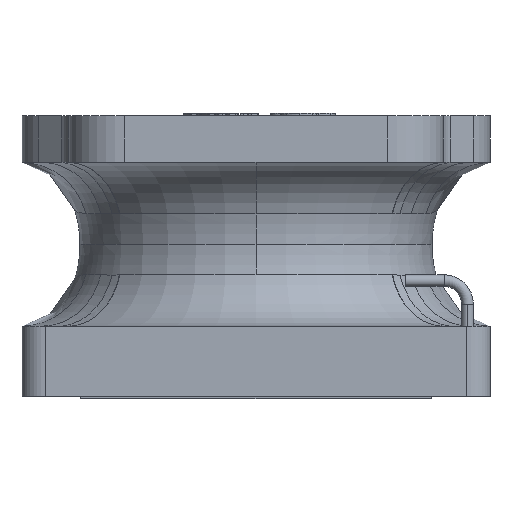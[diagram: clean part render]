
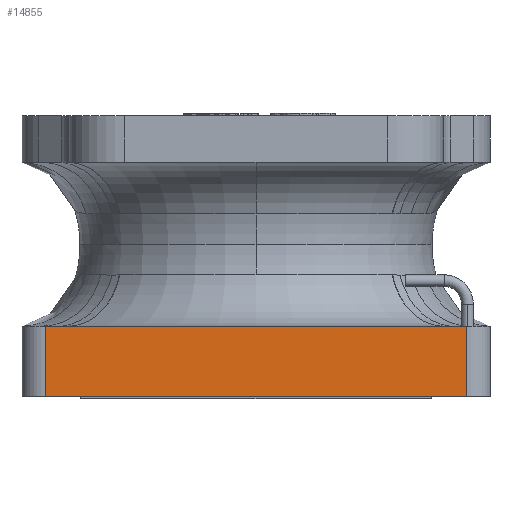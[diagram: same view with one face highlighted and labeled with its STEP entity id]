
A CAD part, left-side view. The second image highlights one B-rep face of the part: STEP entity #14855.
In plain terms, the highlighted planar face has unit normal (-1, 0, 0).
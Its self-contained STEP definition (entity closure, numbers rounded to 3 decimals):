
#417 = LINE ( 'NONE', #12463, #5073 ) ;
#1044 = DIRECTION ( 'NONE',  ( 0., -1., 0. ) ) ;
#1132 = PLANE ( 'NONE',  #12081 ) ;
#1377 = EDGE_LOOP ( 'NONE', ( #9080, #10061, #2223, #13942 ) ) ;
#2223 = ORIENTED_EDGE ( 'NONE', *, *, #9774, .T. ) ;
#2929 = LINE ( 'NONE', #18754, #8414 ) ;
#3739 = EDGE_CURVE ( 'NONE', #11866, #14455, #2929, .T. ) ;
#5073 = VECTOR ( 'NONE', #17622, 1000. ) ;
#7893 = FACE_OUTER_BOUND ( 'NONE', #1377, .T. ) ;
#8287 = VECTOR ( 'NONE', #1044, 1000. ) ;
#8377 = VECTOR ( 'NONE', #21612, 1000. ) ;
#8414 = VECTOR ( 'NONE', #15253, 1000. ) ;
#9080 = ORIENTED_EDGE ( 'NONE', *, *, #20459, .F. ) ;
#9514 = LINE ( 'NONE', #16338, #8287 ) ;
#9540 = VERTEX_POINT ( 'NONE', #15016 ) ;
#9774 = EDGE_CURVE ( 'NONE', #14455, #12199, #9514, .T. ) ;
#10061 = ORIENTED_EDGE ( 'NONE', *, *, #3739, .T. ) ;
#11866 = VERTEX_POINT ( 'NONE', #15238 ) ;
#12081 = AXIS2_PLACEMENT_3D ( 'NONE', #16769, #14965, #13290 ) ;
#12199 = VERTEX_POINT ( 'NONE', #18028 ) ;
#12460 = CARTESIAN_POINT ( 'NONE',  ( -1.25, 0.9, 0. ) ) ;
#12463 = CARTESIAN_POINT ( 'NONE',  ( -1.25, 0.9, 0.3 ) ) ;
#13290 = DIRECTION ( 'NONE',  ( 0., 0., -1. ) ) ;
#13942 = ORIENTED_EDGE ( 'NONE', *, *, #21103, .F. ) ;
#14455 = VERTEX_POINT ( 'NONE', #12460 ) ;
#14855 = ADVANCED_FACE ( 'NONE', ( #7893 ), #1132, .F. ) ;
#14965 = DIRECTION ( 'NONE',  ( 1., 0., 0. ) ) ;
#15016 = CARTESIAN_POINT ( 'NONE',  ( -1.25, -0.9, 0.3 ) ) ;
#15238 = CARTESIAN_POINT ( 'NONE',  ( -1.25, 0.9, 0.3 ) ) ;
#15253 = DIRECTION ( 'NONE',  ( 0., 0., -1. ) ) ;
#16338 = CARTESIAN_POINT ( 'NONE',  ( -1.25, 0.9, 0. ) ) ;
#16671 = CARTESIAN_POINT ( 'NONE',  ( -1.25, -0.9, 0.3 ) ) ;
#16769 = CARTESIAN_POINT ( 'NONE',  ( -1.25, 0.9, 0.3 ) ) ;
#17622 = DIRECTION ( 'NONE',  ( 0., -1., 0. ) ) ;
#17920 = LINE ( 'NONE', #16671, #8377 ) ;
#18028 = CARTESIAN_POINT ( 'NONE',  ( -1.25, -0.9, 0. ) ) ;
#18754 = CARTESIAN_POINT ( 'NONE',  ( -1.25, 0.9, 0.3 ) ) ;
#20459 = EDGE_CURVE ( 'NONE', #11866, #9540, #417, .T. ) ;
#21103 = EDGE_CURVE ( 'NONE', #9540, #12199, #17920, .T. ) ;
#21612 = DIRECTION ( 'NONE',  ( 0., 0., -1. ) ) ;
